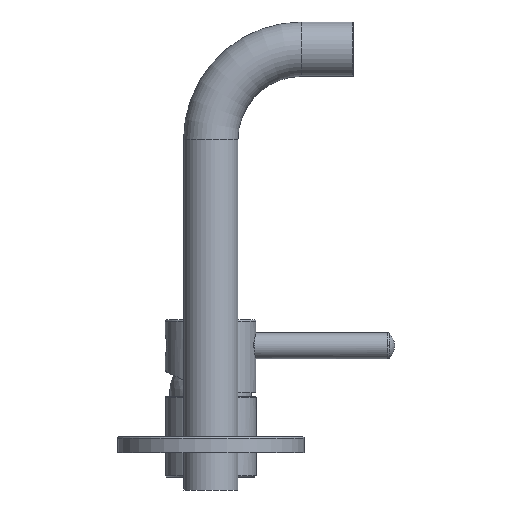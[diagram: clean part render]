
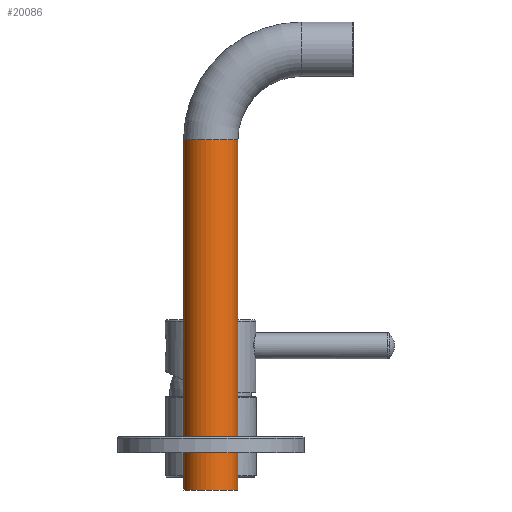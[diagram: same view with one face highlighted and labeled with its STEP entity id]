
A CAD part, left-side view. The second image highlights one B-rep face of the part: STEP entity #20086.
In plain terms, the highlighted cylindrical face has radius 10.5 mm (diameter 21 mm), a full revolution.
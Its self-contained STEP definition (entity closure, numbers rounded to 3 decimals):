
#94=CYLINDRICAL_SURFACE('',#21081,10.5);
#260=CIRCLE('',#21079,10.5);
#261=CIRCLE('',#21080,10.5);
#262=CIRCLE('',#21082,10.5);
#263=CIRCLE('',#21083,10.5);
#264=CIRCLE('',#21084,10.5);
#265=CIRCLE('',#21085,10.5);
#1417=FACE_OUTER_BOUND('',#2407,.T.);
#2407=EDGE_LOOP('',(#13743,#13744,#13745,#13746,#13747,#13748,#13749,#13750));
#3717=LINE('',#29163,#5991);
#5991=VECTOR('',#22962,10.5);
#8264=VERTEX_POINT('',#29153);
#8265=VERTEX_POINT('',#29154);
#8266=VERTEX_POINT('',#29158);
#8267=VERTEX_POINT('',#29159);
#8268=VERTEX_POINT('',#29161);
#8269=VERTEX_POINT('',#29164);
#10408=EDGE_CURVE('',#8264,#8265,#260,.T.);
#10409=EDGE_CURVE('',#8265,#8264,#261,.T.);
#10410=EDGE_CURVE('',#8266,#8267,#262,.T.);
#10411=EDGE_CURVE('',#8267,#8268,#263,.T.);
#10412=EDGE_CURVE('',#8268,#8265,#3717,.T.);
#10413=EDGE_CURVE('',#8269,#8268,#264,.T.);
#10414=EDGE_CURVE('',#8266,#8269,#265,.T.);
#13743=ORIENTED_EDGE('',*,*,#10410,.T.);
#13744=ORIENTED_EDGE('',*,*,#10411,.T.);
#13745=ORIENTED_EDGE('',*,*,#10412,.T.);
#13746=ORIENTED_EDGE('',*,*,#10409,.T.);
#13747=ORIENTED_EDGE('',*,*,#10408,.T.);
#13748=ORIENTED_EDGE('',*,*,#10412,.F.);
#13749=ORIENTED_EDGE('',*,*,#10413,.F.);
#13750=ORIENTED_EDGE('',*,*,#10414,.F.);
#20086=ADVANCED_FACE('',(#1417),#94,.T.);
#21079=AXIS2_PLACEMENT_3D('',#29155,#22952,#22953);
#21080=AXIS2_PLACEMENT_3D('',#29156,#22954,#22955);
#21081=AXIS2_PLACEMENT_3D('',#29157,#22956,#22957);
#21082=AXIS2_PLACEMENT_3D('',#29160,#22958,#22959);
#21083=AXIS2_PLACEMENT_3D('',#29162,#22960,#22961);
#21084=AXIS2_PLACEMENT_3D('',#29165,#22963,#22964);
#21085=AXIS2_PLACEMENT_3D('',#29166,#22965,#22966);
#22952=DIRECTION('center_axis',(0.,0.,
1.));
#22953=DIRECTION('ref_axis',(1.,0.,0.));
#22954=DIRECTION('center_axis',(0.,0.,
1.));
#22955=DIRECTION('ref_axis',(1.,0.,0.));
#22956=DIRECTION('center_axis',(0.,0.,-1.));
#22957=DIRECTION('ref_axis',(-1.,0.,0.));
#22958=DIRECTION('center_axis',(0.,0.,
-1.));
#22959=DIRECTION('ref_axis',(0.,1.,0.));
#22960=DIRECTION('center_axis',(0.,0.,
-1.));
#22961=DIRECTION('ref_axis',(0.,1.,0.));
#22962=DIRECTION('',(0.,0.,-1.));
#22963=DIRECTION('center_axis',(0.,0.,
1.));
#22964=DIRECTION('ref_axis',(1.,0.,0.));
#22965=DIRECTION('center_axis',(0.,0.,
1.));
#22966=DIRECTION('ref_axis',(1.,0.,0.));
#29153=CARTESIAN_POINT('',(187.5,25.,0.));
#29154=CARTESIAN_POINT('',(208.5,25.,0.));
#29155=CARTESIAN_POINT('Origin',(198.,25.,0.));
#29156=CARTESIAN_POINT('Origin',(198.,25.,0.));
#29157=CARTESIAN_POINT('Origin',(198.,25.,67.5));
#29158=CARTESIAN_POINT('',(187.5,25.,135.));
#29159=CARTESIAN_POINT('',(198.,35.5,135.));
#29160=CARTESIAN_POINT('Origin',(198.,25.,135.));
#29161=CARTESIAN_POINT('',(208.5,25.,135.));
#29162=CARTESIAN_POINT('Origin',(198.,25.,135.));
#29163=CARTESIAN_POINT('',(208.5,25.,67.5));
#29164=CARTESIAN_POINT('',(198.,14.5,135.));
#29165=CARTESIAN_POINT('Origin',(198.,25.,135.));
#29166=CARTESIAN_POINT('Origin',(198.,25.,135.));
